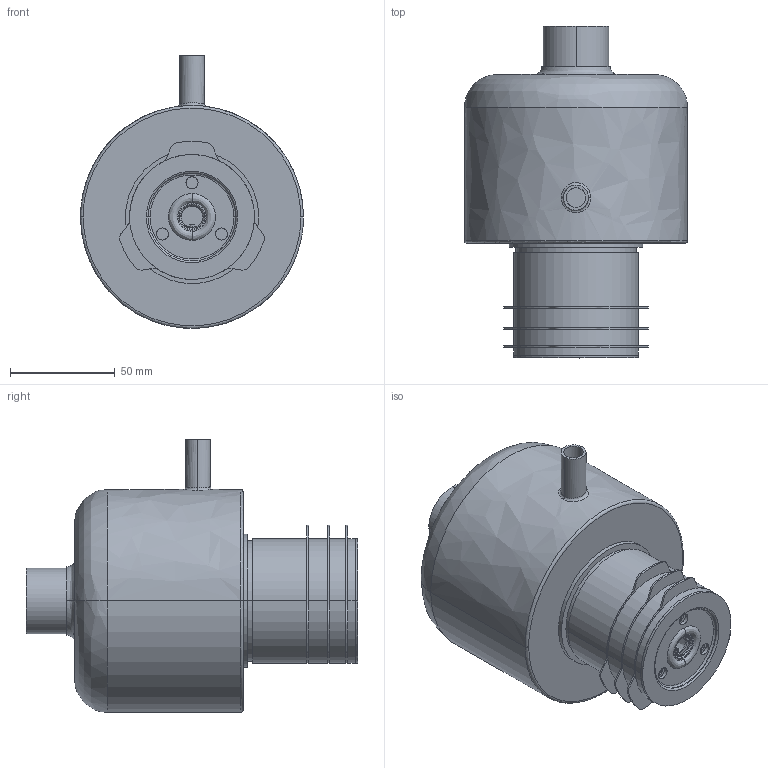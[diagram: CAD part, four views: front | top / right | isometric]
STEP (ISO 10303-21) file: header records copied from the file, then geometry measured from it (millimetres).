
FILE_DESCRIPTION(('FreeCAD Model'),'2;1');
FILE_NAME('Open CASCADE Shape Model','2025-05-29T16:09:43',('FreeCAD'),( 'FreeCAD'),'Open CASCADE STEP processor 7.6','FreeCAD','Unknown');
FILE_SCHEMA(('AUTOMOTIVE_DESIGN { 1 0 10303 214 1 1 1 1 }'));
Length unit declared in the file: millimetre
Products named in the file (1): Open CASCADE STEP translator 7.6 1
Bounding box: 106.56 x 158.58 x 130.33 mm (x, y, z)
Volume: 473799.8 mm3; surface area: 221954.5 mm2
Topology: 12 solids, 12 shells, 424 faces, 1141 edges, 754 vertices
Faces by surface type: bspline 424
Entity records: 16970 total; most frequent: CARTESIAN_POINT 10686, ORIENTED_EDGE 2282, EDGE_CURVE 1141, VERTEX_POINT 754, B_SPLINE_CURVE_WITH_KNOTS 558, FACE_BOUND 481, EDGE_LOOP 481, ADVANCED_FACE 424
